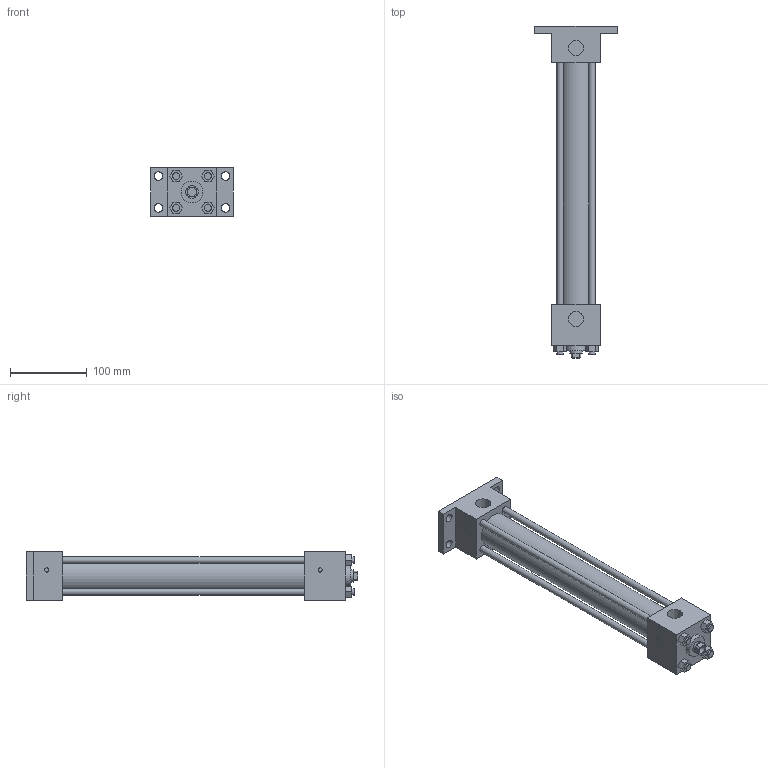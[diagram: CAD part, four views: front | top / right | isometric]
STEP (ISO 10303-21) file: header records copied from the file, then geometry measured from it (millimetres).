
FILE_DESCRIPTION((' Parasolid data model '),'2;1');
FILE_NAME('GSSL','1999-12-15T14:50:56+00:00',(' GSSL '),(' GSSL Pune '),'','GSSL Pune','Author');
FILE_SCHEMA(('CONFIG_CONTROL_DESIGN'));
Length unit declared in the file: millimetre
Bounding box: 107.95 x 431.8 x 63.5 mm (x, y, z)
Surface area: 129979.4 mm2 (no closed solid volume)
Topology: 0 solids, 5 shells, 92 faces, 233 edges, 165 vertices
Faces by surface type: plane 64, cylinder 28
Full cylindrical faces by diameter (mm): 5.556 x6, 8.763 x8, 11.113 x1, 11.125 x4, 15.875 x1, 19.844 x2, 28.575 x1, 44.45 x1
Entity records: 3039 total; most frequent: CARTESIAN_POINT 527, DIRECTION 476, ORIENTED_EDGE 413, EDGE_CURVE 244, VERTEX_POINT 196, LINE 186, VECTOR 186, EDGE_LOOP 166
